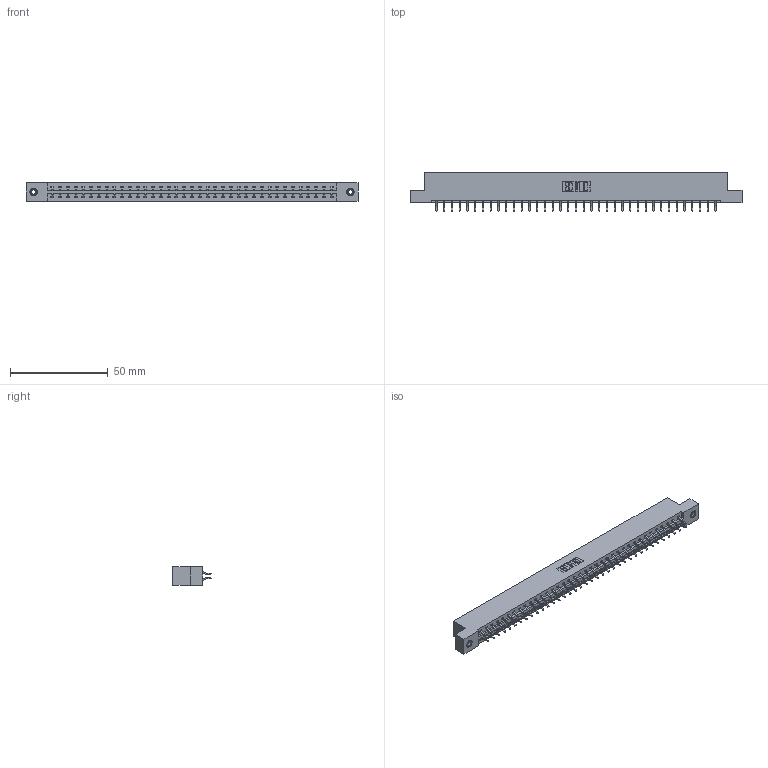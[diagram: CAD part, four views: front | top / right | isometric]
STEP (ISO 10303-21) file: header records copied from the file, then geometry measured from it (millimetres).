
FILE_DESCRIPTION (( 'STEP AP203' ), '1' );
FILE_NAME ('387-074-556-208.STEP', '2018-09-22T20:23:53', ( '' ), ( '' ), 'SwSTEP 2.0', 'SolidWorks 2016', '' );
FILE_SCHEMA (( 'CONFIG_CONTROL_DESIGN' ));
Length unit declared in the file: inch
Products named in the file (4): 337 Part_Flush Mounting Lugs - 0.156 Dia-TI; 345-292-001_556 Tail; 345-250-001_345-250-003-102; 387-074-556-208
Assembly tree (77 placements, depth 2):
  387-074-556-208
    337 Part_Flush Mounting Lugs - 0.156 Dia-TI
    345-292-001_556 Tail  x74
    345-250-001_345-250-003-102  x2
Bounding box: 169.62 x 19.57 x 9.4 mm (x, y, z)
Volume: 17800 mm3; surface area: 20020.2 mm2
Topology: 77 solids, 77 shells, 4614 faces, 13693 edges, 9022 vertices
Faces by surface type: plane 3210, cylinder 1388, cone 12, torus 4
Entity records: 30740 total; most frequent: CARTESIAN_POINT 5177, ORIENTED_EDGE 5094, DIRECTION 4433, EDGE_CURVE 2547, VECTOR 2391, LINE 2391, VERTEX_POINT 1692, AXIS2_PLACEMENT_3D 1021
